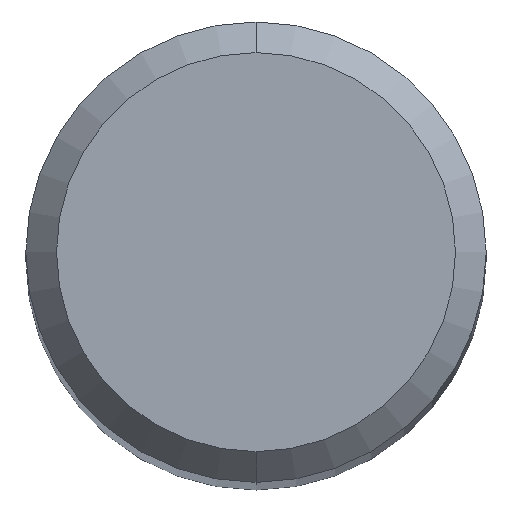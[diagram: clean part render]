
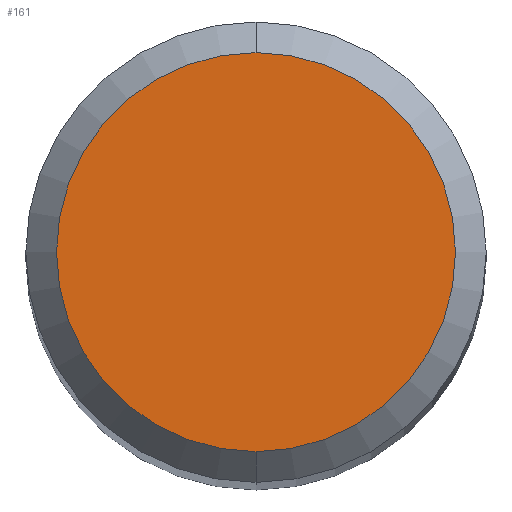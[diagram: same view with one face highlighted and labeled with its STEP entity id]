
A CAD part, top view. The second image highlights one B-rep face of the part: STEP entity #161.
In plain terms, the highlighted planar face has unit normal (0, 0, 1).
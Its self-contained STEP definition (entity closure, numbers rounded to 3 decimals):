
#103=VERTEX_POINT('',#246);
#107=EDGE_CURVE('',#103,#147,#250,.T.);
#147=VERTEX_POINT('',#296);
#161=ADVANCED_FACE('',(#313),#314,.T.);
#201=EDGE_CURVE('',#147,#103,#359,.T.);
#246=CARTESIAN_POINT('',(0.0,2.6,0.0));
#250=CIRCLE('',#410,2.6);
#296=CARTESIAN_POINT('',(0.,-2.6,0.0));
#313=FACE_OUTER_BOUND('',#486,.T.);
#314=PLANE('',#487);
#359=CIRCLE('',#544,2.6);
#410=AXIS2_PLACEMENT_3D('',#576,#577,#578);
#486=EDGE_LOOP('',(#675,#676));
#487=AXIS2_PLACEMENT_3D('',#677,#678,#679);
#544=AXIS2_PLACEMENT_3D('',#731,#732,#733);
#576=CARTESIAN_POINT('',(0.0,0.0,0.0));
#577=DIRECTION('',(0.0,0.0,-1.0));
#578=DIRECTION('',(0.0,1.0,0.0));
#675=ORIENTED_EDGE('',*,*,#107,.F.);
#676=ORIENTED_EDGE('',*,*,#201,.F.);
#677=CARTESIAN_POINT('',(0.0,1.3,0.0));
#678=DIRECTION('',(-0.0,0.0,1.0));
#679=DIRECTION('',(0.0,-1.0,0.0));
#731=CARTESIAN_POINT('',(0.0,0.0,0.0));
#732=DIRECTION('',(0.0,0.0,-1.0));
#733=DIRECTION('',(0.0,1.0,0.0));
